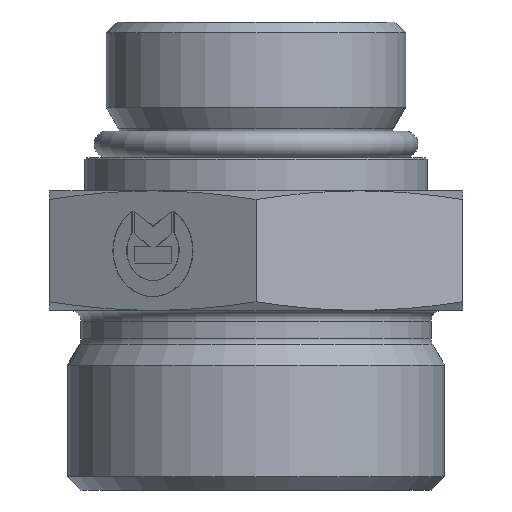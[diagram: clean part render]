
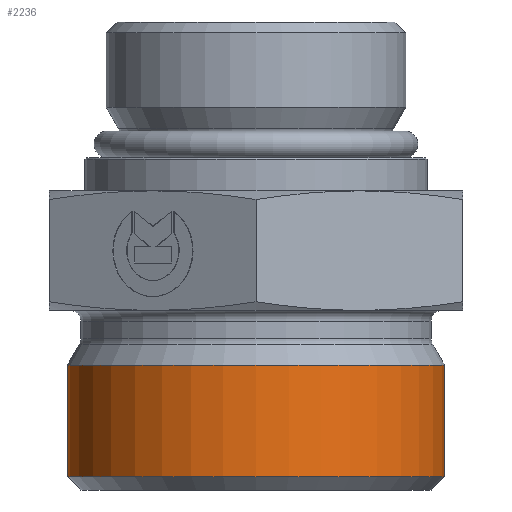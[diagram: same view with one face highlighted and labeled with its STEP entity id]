
A CAD part, front view. The second image highlights one B-rep face of the part: STEP entity #2236.
In plain terms, the highlighted cylindrical face has radius 21 mm (diameter 42 mm), a full revolution.
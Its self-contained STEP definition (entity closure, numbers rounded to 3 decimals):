
#2145=CARTESIAN_POINT('',(10.5,18.187,13.902));
#2146=VERTEX_POINT('',#2145);
#2147=CARTESIAN_POINT('',(0.0,0.0,13.902));
#2148=DIRECTION('',(0.0,0.0,-1.0));
#2149=DIRECTION('',(1.0,0.0,0.0));
#2150=AXIS2_PLACEMENT_3D('',#2147,#2148,#2149);
#2151=CIRCLE('',#2150,21.0);
#2152=EDGE_CURVE('',#2146,#2146,#2151,.T.);
#2202=CARTESIAN_POINT('',(-21.0,0.,1.5));
#2203=VERTEX_POINT('',#2202);
#2204=CARTESIAN_POINT('',(0.0,0.0,1.5));
#2205=DIRECTION('',(0.0,0.0,-1.0));
#2206=DIRECTION('',(1.0,0.0,0.0));
#2207=AXIS2_PLACEMENT_3D('',#2204,#2205,#2206);
#2208=CIRCLE('',#2207,21.0);
#2209=EDGE_CURVE('',#2203,#2203,#2208,.T.);
#2225=CARTESIAN_POINT('',(0.0,0.0,0.0));
#2226=DIRECTION('',(0.0,0.0,1.0));
#2227=DIRECTION('',(1.0,0.0,0.0));
#2228=AXIS2_PLACEMENT_3D('',#2225,#2226,#2227);
#2229=CYLINDRICAL_SURFACE('',#2228,21.0);
#2230=ORIENTED_EDGE('',*,*,#2152,.T.);
#2231=EDGE_LOOP('',(#2230));
#2232=FACE_OUTER_BOUND('',#2231,.T.);
#2233=ORIENTED_EDGE('',*,*,#2209,.F.);
#2234=EDGE_LOOP('',(#2233));
#2235=FACE_BOUND('',#2234,.T.);
#2236=ADVANCED_FACE('',(#2232,#2235),#2229,.T.);
